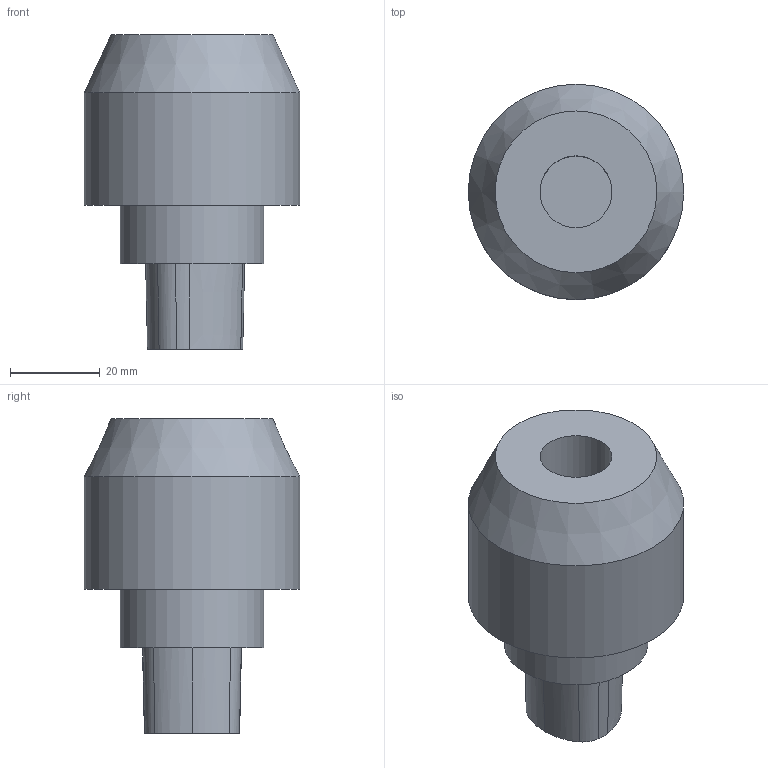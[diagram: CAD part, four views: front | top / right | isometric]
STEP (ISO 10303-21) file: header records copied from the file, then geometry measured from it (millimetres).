
FILE_DESCRIPTION(/* description */ (''),/* implementation_level */ '2;1');
FILE_NAME(/* name */ '10000998658nxv000_00_214.stp',/* time_stamp */ '2022-02-07T09:01:47+01:00',/* author */ (''),/* organization */ (''),/* preprocessor_version */ 'ST-DEVELOPER v16.7',/* originating_system */ 'SIEMENS PLM Software NX 12.0',/* authorisation */ '');
FILE_SCHEMA (('AUTOMOTIVE_DESIGN { 1 0 10303 214 3 1 1 1 }'));
Length unit declared in the file: millimetre
Products named in the file (1): 10000998658nxv000_00
Bounding box: 48 x 48 x 70 mm (x, y, z)
Volume: 71495.5 mm3; surface area: 13372.6 mm2
Topology: 1 solids, 1 shells, 19 faces, 40 edges, 26 vertices
Faces by surface type: bspline 10, plane 5, cylinder 3, cone 1
Full cylindrical faces by diameter (mm): 16 x1, 32 x1, 48 x1
Entity records: 1407 total; most frequent: CARTESIAN_POINT 1050, ORIENTED_EDGE 72, DIRECTION 43, EDGE_CURVE 36, EDGE_LOOP 26, VERTEX_POINT 26, B_SPLINE_CURVE_WITH_KNOTS 20, ADVANCED_FACE 19
